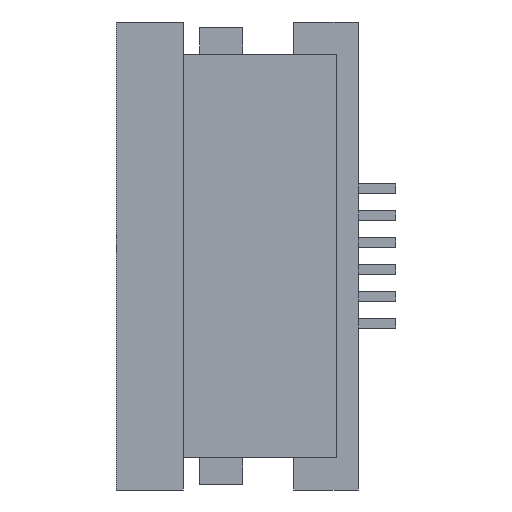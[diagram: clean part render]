
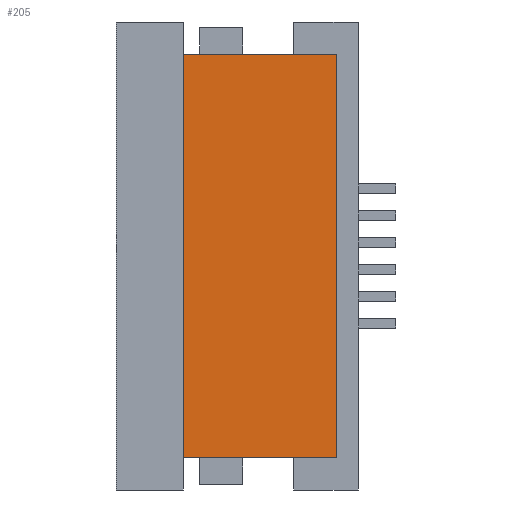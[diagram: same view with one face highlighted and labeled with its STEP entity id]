
A CAD part, front view. The second image highlights one B-rep face of the part: STEP entity #205.
In plain terms, the highlighted planar face has unit normal (0, -1, 0).
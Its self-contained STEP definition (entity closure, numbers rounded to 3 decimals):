
#178 = VERTEX_POINT ( 'NONE', #1373 ) ;
#181 = EDGE_CURVE ( 'NONE', #185, #178, #1371, .T. ) ;
#185 = VERTEX_POINT ( 'NONE', #1362 ) ;
#192 = VERTEX_POINT ( 'NONE', #1351 ) ;
#195 = ORIENTED_EDGE ( 'NONE', *, *, #203, .F. ) ;
#196 = ORIENTED_EDGE ( 'NONE', *, *, #271, .F. ) ;
#199 = ORIENTED_EDGE ( 'NONE', *, *, #232, .T. ) ;
#202 = ORIENTED_EDGE ( 'NONE', *, *, #212, .F. ) ;
#203 = EDGE_CURVE ( 'NONE', #204, #213, #1398, .T. ) ;
#204 = VERTEX_POINT ( 'NONE', #1394 ) ;
#205 = ADVANCED_FACE ( 'NONE', ( #1393 ), #1392, .F. ) ;
#206 = EDGE_LOOP ( 'NONE', ( #199, #207, #202, #195, #196, #215, #273, #217 ) ) ;
#207 = ORIENTED_EDGE ( 'NONE', *, *, #346, .T. ) ;
#212 = EDGE_CURVE ( 'NONE', #213, #327, #1386, .T. ) ;
#213 = VERTEX_POINT ( 'NONE', #1382 ) ;
#215 = ORIENTED_EDGE ( 'NONE', *, *, #216, .T. ) ;
#216 = EDGE_CURVE ( 'NONE', #272, #185, #1443, .T. ) ;
#217 = ORIENTED_EDGE ( 'NONE', *, *, #218, .T. ) ;
#218 = EDGE_CURVE ( 'NONE', #178, #192, #1439, .T. ) ;
#232 = EDGE_CURVE ( 'NONE', #192, #347, #1475, .T. ) ;
#271 = EDGE_CURVE ( 'NONE', #272, #204, #1539, .T. ) ;
#272 = VERTEX_POINT ( 'NONE', #1535 ) ;
#273 = ORIENTED_EDGE ( 'NONE', *, *, #181, .T. ) ;
#327 = VERTEX_POINT ( 'NONE', #1634 ) ;
#346 = EDGE_CURVE ( 'NONE', #347, #327, #1668, .T. ) ;
#347 = VERTEX_POINT ( 'NONE', #1664 ) ;
#1351 = CARTESIAN_POINT ( 'NONE',  ( -2.95, -1.15, 3.75 ) ) ;
#1362 = CARTESIAN_POINT ( 'NONE',  ( -0.4, -1.15, 3.75 ) ) ;
#1368 = DIRECTION ( 'NONE',  ( -1., 0., 0. ) ) ;
#1369 = VECTOR ( 'NONE', #1368, 1000. ) ;
#1370 = CARTESIAN_POINT ( 'NONE',  ( -3.25, -1.15, 3.75 ) ) ;
#1371 = LINE ( 'NONE', #1370, #1369 ) ;
#1373 = CARTESIAN_POINT ( 'NONE',  ( -2.15, -1.15, 3.75 ) ) ;
#1382 = CARTESIAN_POINT ( 'NONE',  ( -2.95, -1.15, -3.75 ) ) ;
#1383 = DIRECTION ( 'NONE',  ( -1., 0., 0. ) ) ;
#1384 = VECTOR ( 'NONE', #1383, 1000. ) ;
#1385 = CARTESIAN_POINT ( 'NONE',  ( -3.25, -1.15, -3.75 ) ) ;
#1386 = LINE ( 'NONE', #1385, #1384 ) ;
#1388 = DIRECTION ( 'NONE',  ( -1., 0., 0. ) ) ;
#1389 = DIRECTION ( 'NONE',  ( 0., 1., 0. ) ) ;
#1390 = CARTESIAN_POINT ( 'NONE',  ( 0., -1.15, 4.35 ) ) ;
#1391 = AXIS2_PLACEMENT_3D ( 'NONE', #1390, #1389, #1388 ) ;
#1392 = PLANE ( 'NONE',  #1391 ) ;
#1393 = FACE_OUTER_BOUND ( 'NONE', #206, .T. ) ;
#1394 = CARTESIAN_POINT ( 'NONE',  ( -2.15, -1.15, -3.75 ) ) ;
#1395 = DIRECTION ( 'NONE',  ( -1., 0., 0. ) ) ;
#1396 = VECTOR ( 'NONE', #1395, 1000. ) ;
#1397 = CARTESIAN_POINT ( 'NONE',  ( -3.25, -1.15, -3.75 ) ) ;
#1398 = LINE ( 'NONE', #1397, #1396 ) ;
#1436 = DIRECTION ( 'NONE',  ( -1., 0., 0. ) ) ;
#1437 = VECTOR ( 'NONE', #1436, 1000. ) ;
#1438 = CARTESIAN_POINT ( 'NONE',  ( -3.25, -1.15, 3.75 ) ) ;
#1439 = LINE ( 'NONE', #1438, #1437 ) ;
#1440 = DIRECTION ( 'NONE',  ( 0., 0., 1. ) ) ;
#1441 = VECTOR ( 'NONE', #1440, 1000. ) ;
#1442 = CARTESIAN_POINT ( 'NONE',  ( -0.4, -1.15, 0. ) ) ;
#1443 = LINE ( 'NONE', #1442, #1441 ) ;
#1472 = DIRECTION ( 'NONE',  ( -1., 0., 0. ) ) ;
#1473 = VECTOR ( 'NONE', #1472, 1000. ) ;
#1474 = CARTESIAN_POINT ( 'NONE',  ( -3.25, -1.15, 3.75 ) ) ;
#1475 = LINE ( 'NONE', #1474, #1473 ) ;
#1535 = CARTESIAN_POINT ( 'NONE',  ( -0.4, -1.15, -3.75 ) ) ;
#1536 = DIRECTION ( 'NONE',  ( -1., 0., 0. ) ) ;
#1537 = VECTOR ( 'NONE', #1536, 1000. ) ;
#1538 = CARTESIAN_POINT ( 'NONE',  ( -3.25, -1.15, -3.75 ) ) ;
#1539 = LINE ( 'NONE', #1538, #1537 ) ;
#1634 = CARTESIAN_POINT ( 'NONE',  ( -3.25, -1.15, -3.75 ) ) ;
#1664 = CARTESIAN_POINT ( 'NONE',  ( -3.25, -1.15, 3.75 ) ) ;
#1665 = DIRECTION ( 'NONE',  ( 0., 0., -1. ) ) ;
#1666 = VECTOR ( 'NONE', #1665, 1000. ) ;
#1667 = CARTESIAN_POINT ( 'NONE',  ( -3.25, -1.15, 4.35 ) ) ;
#1668 = LINE ( 'NONE', #1667, #1666 ) ;
